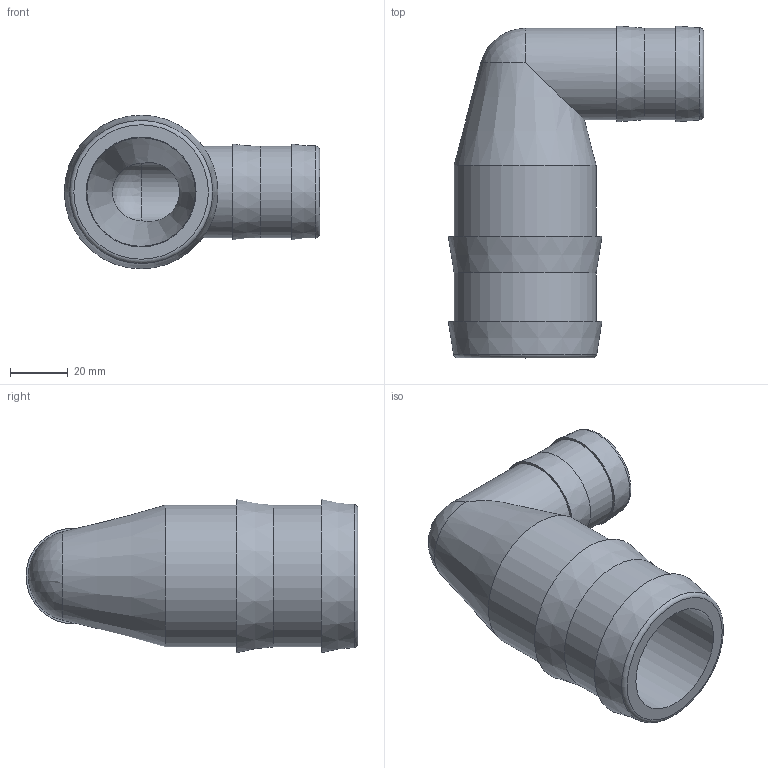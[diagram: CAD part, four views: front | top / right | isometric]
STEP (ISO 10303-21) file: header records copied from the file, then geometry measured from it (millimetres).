
FILE_DESCRIPTION(/* description */ ('2" HOSE BARB X 1 1/4" HOSE BARB'),/* implementation_level */ '2;1');
FILE_NAME(/* name */ 'HBB20012590.stp',/* time_stamp */ '2014-01-29T15:01:04-05:00',/* author */ ('DCerny'),/* organization */ (''),/* preprocessor_version */ 'ST-DEVELOPER v15.2',/* originating_system */ 'Autodesk Inventor 2014',/* authorisation */ '');
FILE_SCHEMA (('AUTOMOTIVE_DESIGN { 1 0 10303 214 3 1 1 }'));
Length unit declared in the file: inch
Products named in the file (1): HBB20012590
Bounding box: 88.65 x 115.19 x 53.34 mm (x, y, z)
Volume: 103212 mm3; surface area: 37396.7 mm2
Topology: 1 solids, 1 shells, 23 faces, 44 edges, 27 vertices
Faces by surface type: cone 6, cylinder 6, plane 6, torus 3, sphere 2
Full cylindrical faces by diameter (mm): 20.574 x1, 31.75 x2, 38.1 x1, 49.276 x2
Entity records: 503 total; most frequent: DIRECTION 98, CARTESIAN_POINT 72, ORIENTED_EDGE 50, AXIS2_PLACEMENT_3D 49, EDGE_LOOP 44, FACE_BOUND 27, EDGE_CURVE 25, CIRCLE 23
